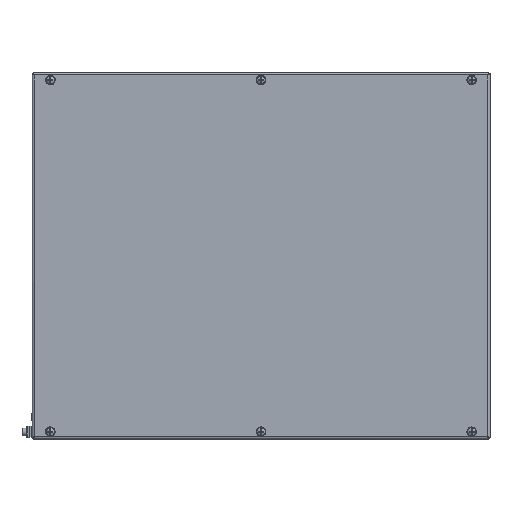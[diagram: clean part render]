
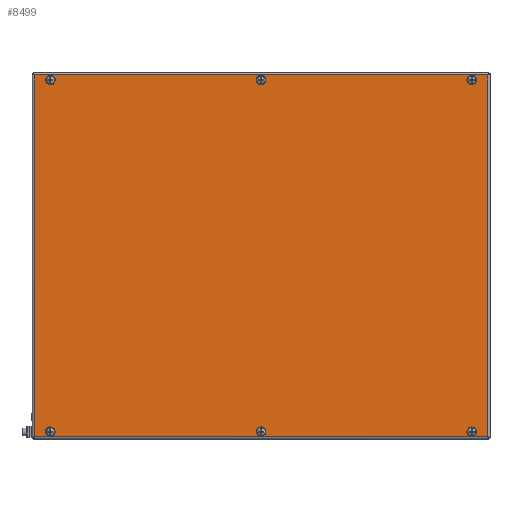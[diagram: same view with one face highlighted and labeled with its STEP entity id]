
A CAD part, top view. The second image highlights one B-rep face of the part: STEP entity #8499.
In plain terms, the highlighted face is planar.
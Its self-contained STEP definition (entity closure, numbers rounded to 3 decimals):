
#596=LINE('',#12648,#1207);
#597=LINE('',#12650,#1208);
#598=LINE('',#12652,#1209);
#599=LINE('',#12653,#1210);
#1207=VECTOR('',#10108,1000.);
#1208=VECTOR('',#10109,1000.);
#1209=VECTOR('',#10110,1000.);
#1210=VECTOR('',#10111,1000.);
#1815=PLANE('',#9113);
#2057=FACE_BOUND('',#2851,.T.);
#2058=FACE_BOUND('',#2852,.T.);
#2059=FACE_BOUND('',#2853,.T.);
#2060=FACE_BOUND('',#2854,.T.);
#2061=FACE_BOUND('',#2855,.T.);
#2062=FACE_BOUND('',#2856,.T.);
#2259=FACE_OUTER_BOUND('',#2850,.T.);
#2850=EDGE_LOOP('',(#5937,#5938,#5939,#5940));
#2851=EDGE_LOOP('',(#5941));
#2852=EDGE_LOOP('',(#5942));
#2853=EDGE_LOOP('',(#5943));
#2854=EDGE_LOOP('',(#5944));
#2855=EDGE_LOOP('',(#5945));
#2856=EDGE_LOOP('',(#5946));
#3618=CIRCLE('',#9096,4.);
#3620=CIRCLE('',#9099,4.);
#3622=CIRCLE('',#9102,4.);
#3624=CIRCLE('',#9105,4.);
#3626=CIRCLE('',#9108,4.);
#3628=CIRCLE('',#9111,4.);
#3990=VERTEX_POINT('',#12609);
#3992=VERTEX_POINT('',#12614);
#3994=VERTEX_POINT('',#12619);
#3996=VERTEX_POINT('',#12624);
#3998=VERTEX_POINT('',#12629);
#4000=VERTEX_POINT('',#12634);
#4005=VERTEX_POINT('',#12646);
#4006=VERTEX_POINT('',#12647);
#4007=VERTEX_POINT('',#12649);
#4008=VERTEX_POINT('',#12651);
#4732=EDGE_CURVE('',#3990,#3990,#3618,.T.);
#4734=EDGE_CURVE('',#3992,#3992,#3620,.T.);
#4736=EDGE_CURVE('',#3994,#3994,#3622,.T.);
#4738=EDGE_CURVE('',#3996,#3996,#3624,.T.);
#4740=EDGE_CURVE('',#3998,#3998,#3626,.T.);
#4742=EDGE_CURVE('',#4000,#4000,#3628,.T.);
#4747=EDGE_CURVE('',#4005,#4006,#596,.T.);
#4748=EDGE_CURVE('',#4006,#4007,#597,.T.);
#4749=EDGE_CURVE('',#4007,#4008,#598,.T.);
#4750=EDGE_CURVE('',#4008,#4005,#599,.T.);
#5937=ORIENTED_EDGE('',*,*,#4747,.T.);
#5938=ORIENTED_EDGE('',*,*,#4748,.T.);
#5939=ORIENTED_EDGE('',*,*,#4749,.T.);
#5940=ORIENTED_EDGE('',*,*,#4750,.T.);
#5941=ORIENTED_EDGE('',*,*,#4732,.F.);
#5942=ORIENTED_EDGE('',*,*,#4734,.F.);
#5943=ORIENTED_EDGE('',*,*,#4736,.F.);
#5944=ORIENTED_EDGE('',*,*,#4738,.F.);
#5945=ORIENTED_EDGE('',*,*,#4740,.F.);
#5946=ORIENTED_EDGE('',*,*,#4742,.F.);
#8499=ADVANCED_FACE('',(#2259,#2057,#2058,#2059,#2060,#2061,#2062),#1815,
 .F.);
#9096=AXIS2_PLACEMENT_3D('',#12610,#10068,#10069);
#9099=AXIS2_PLACEMENT_3D('',#12615,#10074,#10075);
#9102=AXIS2_PLACEMENT_3D('',#12620,#10080,#10081);
#9105=AXIS2_PLACEMENT_3D('',#12625,#10086,#10087);
#9108=AXIS2_PLACEMENT_3D('',#12630,#10092,#10093);
#9111=AXIS2_PLACEMENT_3D('',#12635,#10098,#10099);
#9113=AXIS2_PLACEMENT_3D('',#12645,#10106,#10107);
#10068=DIRECTION('center_axis',(0.,0.,-1.));
#10069=DIRECTION('ref_axis',(-1.,0.,0.));
#10074=DIRECTION('center_axis',(0.,0.,-1.));
#10075=DIRECTION('ref_axis',(-1.,0.,0.));
#10080=DIRECTION('center_axis',(0.,0.,-1.));
#10081=DIRECTION('ref_axis',(1.,0.,0.));
#10086=DIRECTION('center_axis',(0.,0.,-1.));
#10087=DIRECTION('ref_axis',(-1.,0.,0.));
#10092=DIRECTION('center_axis',(0.,0.,-1.));
#10093=DIRECTION('ref_axis',(1.,0.,0.));
#10098=DIRECTION('center_axis',(0.,0.,-1.));
#10099=DIRECTION('ref_axis',(-1.,0.,0.));
#10106=DIRECTION('center_axis',(0.,0.,1.));
#10107=DIRECTION('ref_axis',(1.,0.,0.));
#10108=DIRECTION('',(-1.,0.,0.));
#10109=DIRECTION('',(0.,1.,0.));
#10110=DIRECTION('',(1.,0.,0.));
#10111=DIRECTION('',(0.,-1.,0.));
#12609=CARTESIAN_POINT('',(-4.,-192.,0.));
#12610=CARTESIAN_POINT('Origin',(0.,-192.,0.));
#12614=CARTESIAN_POINT('',(-4.,192.,0.));
#12615=CARTESIAN_POINT('Origin',(0.,192.,0.));
#12619=CARTESIAN_POINT('',(226.,-192.,0.));
#12620=CARTESIAN_POINT('Origin',(230.,-192.,0.));
#12624=CARTESIAN_POINT('',(-234.,-192.,0.));
#12625=CARTESIAN_POINT('Origin',(-230.,-192.,0.));
#12629=CARTESIAN_POINT('',(-234.,192.,0.));
#12630=CARTESIAN_POINT('Origin',(-230.,192.,0.));
#12634=CARTESIAN_POINT('',(226.,192.,0.));
#12635=CARTESIAN_POINT('Origin',(230.,192.,0.));
#12645=CARTESIAN_POINT('Origin',(-250.,200.,0.));
#12646=CARTESIAN_POINT('',(247.5,-197.5,0.));
#12647=CARTESIAN_POINT('',(-247.5,-197.5,0.));
#12648=CARTESIAN_POINT('',(248.743,-197.5,0.));
#12649=CARTESIAN_POINT('',(-247.5,197.5,0.));
#12650=CARTESIAN_POINT('',(-247.5,-198.743,0.));
#12651=CARTESIAN_POINT('',(247.5,197.5,0.));
#12652=CARTESIAN_POINT('',(-248.743,197.5,0.));
#12653=CARTESIAN_POINT('',(247.5,198.743,0.));
